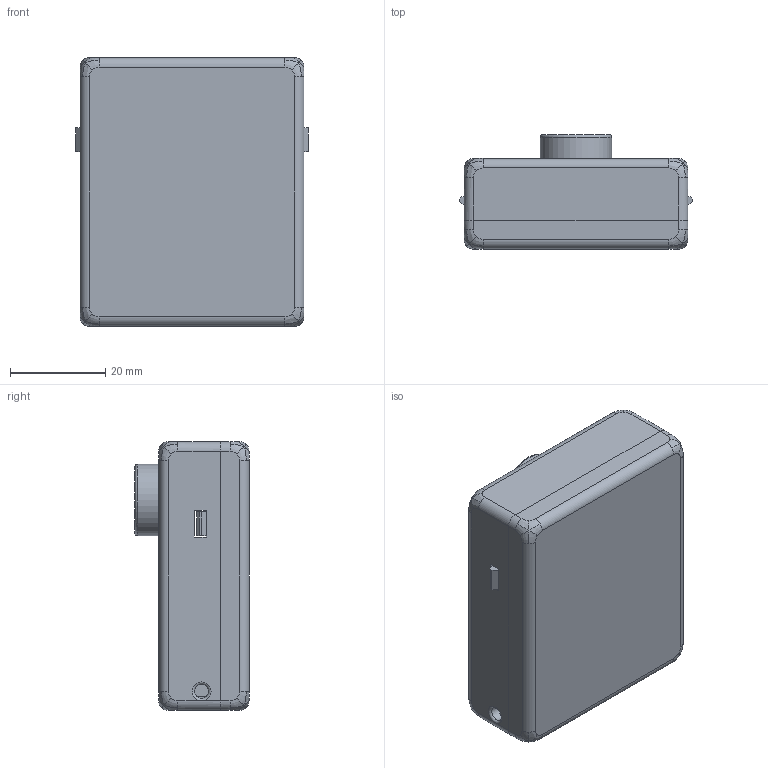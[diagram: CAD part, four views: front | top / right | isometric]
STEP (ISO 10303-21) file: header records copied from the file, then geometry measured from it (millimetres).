
FILE_DESCRIPTION(/* description */ (''),/* implementation_level */ '2;1');
FILE_NAME(/* name */ 'Virtual Pet.step',/* time_stamp */ '2026-02-11T14:23:58+08:00',/* author */ (''),/* organization */ (''),/* preprocessor_version */ 'ST-DEVELOPER v20.1',/* originating_system */ 'Autodesk Translation Framework v14.24.0.0',/* authorisation */ '');
FILE_SCHEMA (('AUTOMOTIVE_DESIGN { 1 0 10303 214 3 1 1 }'));
Length unit declared in the file: millimetre
Products named in the file (7): 2026-02-10-14-54-44-079; 2026-02-10-15-44-52-144; 2026-02-10-16-06-37-849; 2026-02-10-16-20-45-549; 2026-02-10-16-06-50-666; 2026-02-10-18-42-10-566; 2026-02-10-18-24-42-334
Assembly tree (6 placements, depth 4):
  2026-02-10-14-54-44-079
    2026-02-10-15-44-52-144
      2026-02-10-16-06-37-849
        2026-02-10-16-20-45-549
      2026-02-10-16-06-50-666
        2026-02-10-18-42-10-566
      2026-02-10-18-24-42-334
Bounding box: 49 x 24 x 56.54 mm (x, y, z)
Volume: 22652 mm3; surface area: 18250.2 mm2
Topology: 12 solids, 12 shells, 297 faces, 767 edges, 491 vertices
Faces by surface type: plane 143, cylinder 86, bspline 56, torus 7, sphere 4, cone 1
Full cylindrical faces by diameter (mm): 1.5 x4, 3 x2, 6 x1, 15 x1, 16 x1
Entity records: 11113 total; most frequent: CARTESIAN_POINT 3736, ORIENTED_EDGE 1534, DIRECTION 1481, EDGE_CURVE 767, AXIS2_PLACEMENT_3D 528, VERTEX_POINT 491, LINE 425, VECTOR 425
